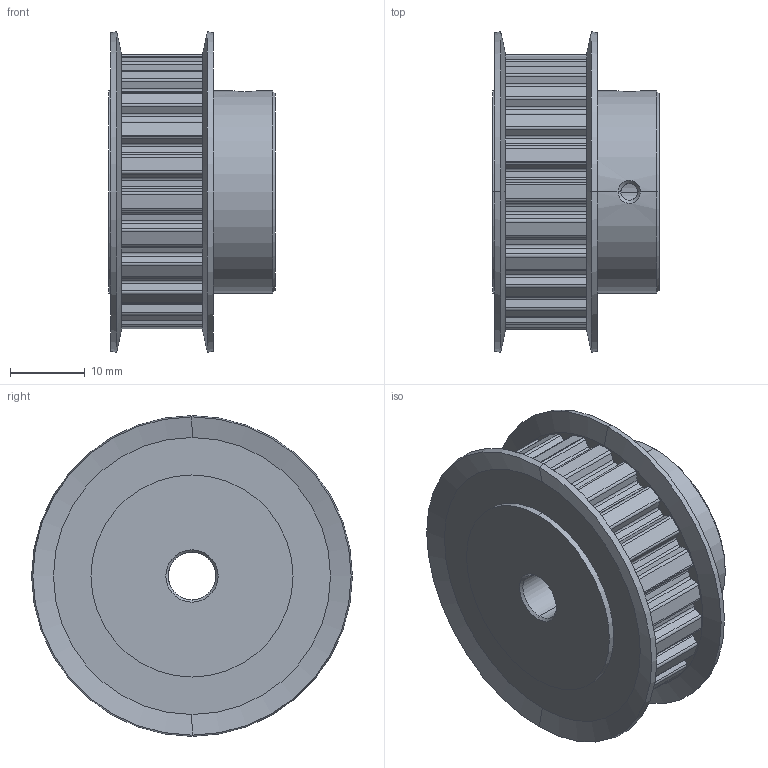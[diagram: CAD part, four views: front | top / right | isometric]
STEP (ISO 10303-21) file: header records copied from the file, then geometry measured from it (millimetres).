
FILE_DESCRIPTION (( 'STEP AP214' ), '1' );
FILE_NAME ('APB23XL037BF-250.step', '2015-04-08T21:02:43', ( '' ), ( '' ), 'SwSTEP 2.0', 'SolidWorks 2014', '' );
FILE_SCHEMA (( 'AUTOMOTIVE_DESIGN' ));
Length unit declared in the file: millimetre
Products named in the file (1): APB23XL037BF-250
Bounding box: 22.23 x 42.88 x 42.88 mm (x, y, z)
Volume: 17985.6 mm3; surface area: 6934.5 mm2
Topology: 1 solids, 1 shells, 239 faces, 686 edges, 451 vertices
Faces by surface type: cylinder 142, plane 75, cone 18, bspline 4
Entity records: 10065 total; most frequent: CARTESIAN_POINT 3520, DIRECTION 1437, ORIENTED_EDGE 1372, EDGE_CURVE 686, AXIS2_PLACEMENT_3D 534, VERTEX_POINT 451, LINE 369, VECTOR 369
